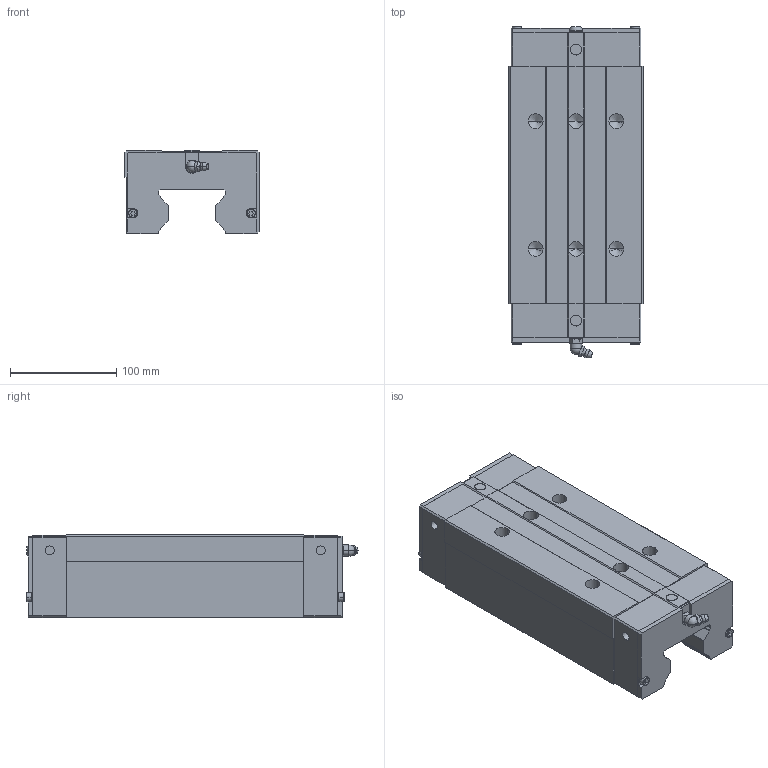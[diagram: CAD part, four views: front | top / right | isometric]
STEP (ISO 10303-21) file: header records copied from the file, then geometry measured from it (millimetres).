
FILE_DESCRIPTION(('STEP AP214'),'1');
FILE_NAME('cctmp_324FA97D-8C64-48D4-879A-4A003AA0711C_2024_08_20_20_30_27_0801..stp','2024-08-20T18:30:27',('HIWIN GmbH'),('CADClick - www.CADClick.com'),'Spatial InterOp 3D',' ','unknown authorization');
FILE_SCHEMA(('AUTOMOTIVE_DESIGN'));
Length unit declared in the file: millimetre
Products named in the file (1): RGH65HAZAH_FILE
Bounding box: 126 x 311.93 x 78 mm (x, y, z)
Volume: 2181688.1 mm3; surface area: 171683.5 mm2
Topology: 1 solids, 4 shells, 329 faces, 863 edges, 549 vertices
Faces by surface type: plane 187, cylinder 92, cone 26, torus 22, sphere 2
Entity records: 12810 total; most frequent: CARTESIAN_POINT 2028, ORIENTED_EDGE 1698, DIRECTION 1694, EDGE_CURVE 849, LINE 576, VECTOR 576, AXIS2_PLACEMENT_3D 559, VERTEX_POINT 549
